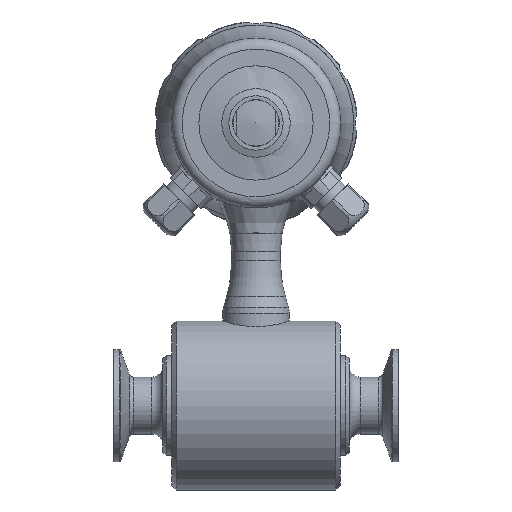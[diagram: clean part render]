
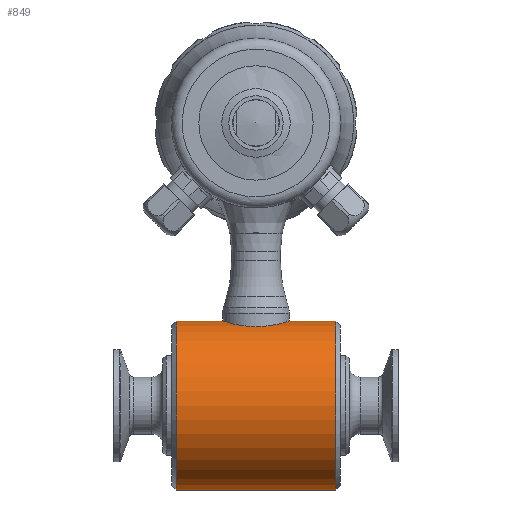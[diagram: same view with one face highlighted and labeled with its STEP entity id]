
A CAD part, left-side view. The second image highlights one B-rep face of the part: STEP entity #849.
In plain terms, the highlighted cylindrical face has radius 38.05 mm (diameter 76.1 mm), a full revolution.
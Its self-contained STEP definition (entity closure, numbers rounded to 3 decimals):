
#849 = ADVANCED_FACE( 'NONE', ( #2094, #2095, #2096 ), #2097, .T. );
#2094 = FACE_BOUND( '', #3989, .T. );
#2095 = FACE_OUTER_BOUND( '', #3990, .T. );
#2096 = FACE_OUTER_BOUND( '', #3991, .T. );
#2097 = CYLINDRICAL_SURFACE( '', #3992, 38.05 );
#3989 = EDGE_LOOP( '', ( #7211, #7212, #7213, #7214, #7215, #7216 ) );
#3990 = EDGE_LOOP( '', ( #7217 ) );
#3991 = EDGE_LOOP( '', ( #7218 ) );
#3992 = AXIS2_PLACEMENT_3D( '', #7219, #7220, #7221 );
#7211 = ORIENTED_EDGE( '', *, *, #10597, .F. );
#7212 = ORIENTED_EDGE( '', *, *, #10481, .F. );
#7213 = ORIENTED_EDGE( '', *, *, #11220, .F. );
#7214 = ORIENTED_EDGE( '', *, *, #11150, .F. );
#7215 = ORIENTED_EDGE( '', *, *, #11221, .F. );
#7216 = ORIENTED_EDGE( '', *, *, #11222, .F. );
#7217 = ORIENTED_EDGE( '', *, *, #10673, .F. );
#7218 = ORIENTED_EDGE( '', *, *, #11223, .T. );
#7219 = CARTESIAN_POINT( '', ( 0., -109.971, 0. ) );
#7220 = DIRECTION( '', ( 0., 1., 0. ) );
#7221 = DIRECTION( '', ( 0., 0., 1. ) );
#10481 = EDGE_CURVE( '', #12294, #12296, #12297, .T. );
#10597 = EDGE_CURVE( '', #12296, #12499, #12500, .F. );
#10673 = EDGE_CURVE( 'NONE', #12639, #12639, #12640, .T. );
#11150 = EDGE_CURVE( '', #13429, #13432, #13433, .F. );
#11220 = EDGE_CURVE( '', #13432, #12294, #13541, .T. );
#11221 = EDGE_CURVE( '', #13542, #13429, #13543, .T. );
#11222 = EDGE_CURVE( '', #12499, #13542, #13544, .T. );
#11223 = EDGE_CURVE( 'NONE', #13545, #13545, #13546, .T. );
#12294 = VERTEX_POINT( '', #15040 );
#12296 = VERTEX_POINT( '', #15053 );
#12297 = LINE( '', #15054, #15055 );
#12499 = VERTEX_POINT( '', #15404 );
#12500 = LINE( '', #15405, #15406 );
#12639 = VERTEX_POINT( '', #15854 );
#12640 = CIRCLE( '', #15855, 38.05 );
#13429 = VERTEX_POINT( '', #17825 );
#13432 = VERTEX_POINT( '', #17843 );
#13433 = LINE( '', #17844, #17845 );
#13541 = B_SPLINE_CURVE_WITH_KNOTS( '', 3, ( #18296, #18297, #18298, #18299, #18300, #18301, #18302, #18303, #18304, #18305, #18306, #18307 ), .UNSPECIFIED., .F., .F., ( 4, 1, 1, 1, 1, 1, 1, 1, 1, 4 ), ( 0., 0.1, 0.2, 0.3, 0.4, 0.499, 0.5, 0.666, 0.833, 1. ), .UNSPECIFIED. );
#13542 = VERTEX_POINT( '', #18308 );
#13543 = LINE( '', #18309, #18310 );
#13544 = B_SPLINE_CURVE_WITH_KNOTS( '', 3, ( #18311, #18312, #18313, #18314, #18315, #18316, #18317, #18318, #18319, #18320, #18321, #18322, #18323 ), .UNSPECIFIED., .F., .F., ( 4, 1, 1, 1, 1, 1, 1, 1, 1, 1, 4 ), ( 0., 0.1, 0.2, 0.3, 0.4, 0.5, 0.6, 0.7, 0.8, 0.9, 1. ), .UNSPECIFIED. );
#13545 = VERTEX_POINT( '', #18324 );
#13546 = CIRCLE( '', #18325, 38.05 );
#15040 = CARTESIAN_POINT( '', ( 1.786, -14.893, 38.008 ) );
#15053 = CARTESIAN_POINT( '', ( 1.786, 9.331, 38.008 ) );
#15054 = CARTESIAN_POINT( '', ( 1.786, -15., 38.008 ) );
#15055 = VECTOR( '', #21751, 1000. );
#15404 = CARTESIAN_POINT( '', ( 1.786, 14.893, 38.008 ) );
#15405 = CARTESIAN_POINT( '', ( 1.786, 0.036, 38.008 ) );
#15406 = VECTOR( '', #21898, 1000. );
#15854 = CARTESIAN_POINT( '', ( 0., -36., 38.05 ) );
#15855 = AXIS2_PLACEMENT_3D( '', #21999, #22000, #22001 );
#17825 = CARTESIAN_POINT( '', ( -1.786, 9.331, 38.008 ) );
#17843 = CARTESIAN_POINT( '', ( -1.786, -14.893, 38.008 ) );
#17844 = CARTESIAN_POINT( '', ( -1.786, -15., 38.008 ) );
#17845 = VECTOR( '', #22547, 1000. );
#18296 = CARTESIAN_POINT( '', ( -1.786, -14.893, 38.008 ) );
#18297 = CARTESIAN_POINT( '', ( -1.667, -14.907, 38.013 ) );
#18298 = CARTESIAN_POINT( '', ( -1.43, -14.934, 38.024 ) );
#18299 = CARTESIAN_POINT( '', ( -1.073, -14.963, 38.035 ) );
#18300 = CARTESIAN_POINT( '', ( -0.716, -14.984, 38.044 ) );
#18301 = CARTESIAN_POINT( '', ( -0.359, -14.997, 38.049 ) );
#18302 = CARTESIAN_POINT( '', ( -0.12, -15., 38.05 ) );
#18303 = CARTESIAN_POINT( '', ( 0.198, -15., 38.05 ) );
#18304 = CARTESIAN_POINT( '', ( 0.596, -14.992, 38.047 ) );
#18305 = CARTESIAN_POINT( '', ( 1.192, -14.958, 38.033 ) );
#18306 = CARTESIAN_POINT( '', ( 1.588, -14.915, 38.016 ) );
#18307 = CARTESIAN_POINT( '', ( 1.786, -14.893, 38.008 ) );
#18308 = CARTESIAN_POINT( '', ( -1.786, 14.893, 38.008 ) );
#18309 = CARTESIAN_POINT( '', ( -1.786, 0.036, 38.008 ) );
#18310 = VECTOR( '', #22614, 1000. );
#18311 = CARTESIAN_POINT( '', ( 1.786, 14.893, 38.008 ) );
#18312 = CARTESIAN_POINT( '', ( 1.667, 14.907, 38.013 ) );
#18313 = CARTESIAN_POINT( '', ( 1.43, 14.933, 38.024 ) );
#18314 = CARTESIAN_POINT( '', ( 1.073, 14.963, 38.035 ) );
#18315 = CARTESIAN_POINT( '', ( 0.716, 14.984, 38.044 ) );
#18316 = CARTESIAN_POINT( '', ( 0.358, 14.997, 38.049 ) );
#18317 = CARTESIAN_POINT( '', ( 0., 15.001, 38.05 ) );
#18318 = CARTESIAN_POINT( '', ( -0.358, 14.997, 38.049 ) );
#18319 = CARTESIAN_POINT( '', ( -0.716, 14.984, 38.044 ) );
#18320 = CARTESIAN_POINT( '', ( -1.073, 14.963, 38.035 ) );
#18321 = CARTESIAN_POINT( '', ( -1.43, 14.933, 38.024 ) );
#18322 = CARTESIAN_POINT( '', ( -1.667, 14.907, 38.013 ) );
#18323 = CARTESIAN_POINT( '', ( -1.786, 14.893, 38.008 ) );
#18324 = CARTESIAN_POINT( '', ( 0., 36., 38.05 ) );
#18325 = AXIS2_PLACEMENT_3D( '', #22615, #22616, #22617 );
#21751 = DIRECTION( '', ( 0., 1., 0. ) );
#21898 = DIRECTION( '', ( 0., -1., 0. ) );
#21999 = CARTESIAN_POINT( '', ( 0., -36., 0. ) );
#22000 = DIRECTION( '', ( 0., -1., 0. ) );
#22001 = DIRECTION( '', ( 0., 0., 1. ) );
#22547 = DIRECTION( '', ( 0., 1., 0. ) );
#22614 = DIRECTION( '', ( 0., -1., 0. ) );
#22615 = CARTESIAN_POINT( '', ( 0., 36., 0. ) );
#22616 = DIRECTION( '', ( 0., -1., 0. ) );
#22617 = DIRECTION( '', ( 0., 0., 1. ) );
